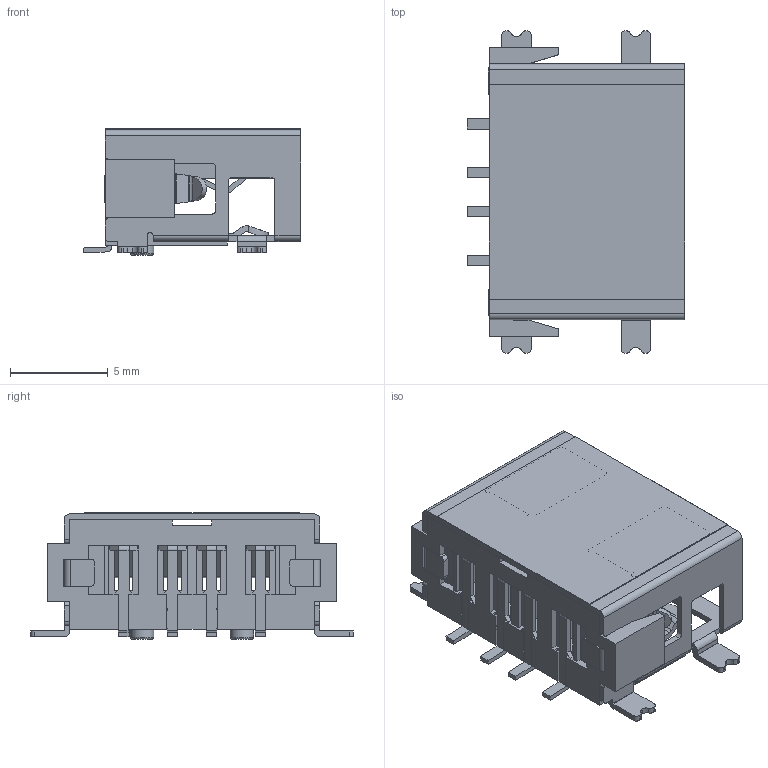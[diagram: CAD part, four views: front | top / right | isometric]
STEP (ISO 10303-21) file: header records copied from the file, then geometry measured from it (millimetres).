
FILE_DESCRIPTION(('STEP AP214'),'1');
FILE_NAME('629104190121.stp','2018-04-06T08:42:08',('TraceParts'),('TraceParts S.A.'),'Spatial InterOp 3D',' ',' ');
FILE_SCHEMA(('automotive_design'));
Length unit declared in the file: millimetre
Products named in the file (7): 629104190121_1; 629104190121|629104190121_Shelding#629104190121_Shelding;629104190121_Shelding; 629104190121_3; 629104190121_4; 629104190121_5; 629104190121_6; 629104190121_7
Bounding box: 11.11 x 16.5 x 6.47 mm (x, y, z)
Volume: 350.5 mm3; surface area: 1679.5 mm2
Topology: 7 solids, 7 shells, 775 faces, 2183 edges, 1409 vertices
Faces by surface type: plane 479, cylinder 254, bspline 38, torus 4
Entity records: 31734 total; most frequent: CARTESIAN_POINT 5112, ORIENTED_EDGE 4366, DIRECTION 4126, EDGE_CURVE 2183, LINE 1624, VECTOR 1624, VERTEX_POINT 1409, AXIS2_PLACEMENT_3D 1251
